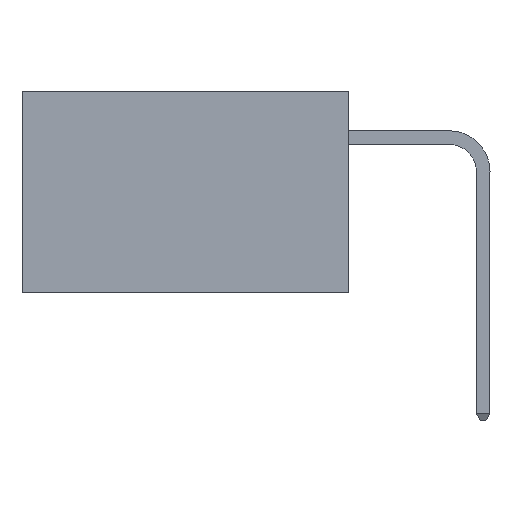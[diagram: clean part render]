
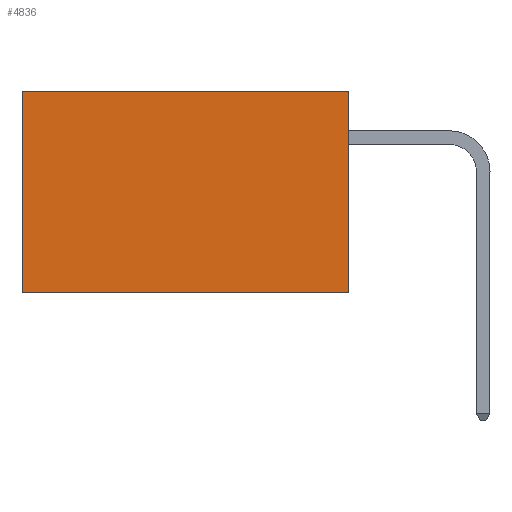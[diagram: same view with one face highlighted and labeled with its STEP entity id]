
A CAD part, left-side view. The second image highlights one B-rep face of the part: STEP entity #4836.
In plain terms, the highlighted planar face has unit normal (-1, 0, 0).
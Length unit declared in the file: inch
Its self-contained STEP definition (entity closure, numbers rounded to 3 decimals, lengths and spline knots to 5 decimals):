
#175 = DIRECTION ( 'NONE',  ( 0., 0., -1. ) ) ;
#275 = LINE ( 'NONE', #6468, #6388 ) ;
#503 = VECTOR ( 'NONE', #9347, 39.37008 ) ;
#660 = ORIENTED_EDGE ( 'NONE', *, *, #7247, .T. ) ;
#743 = LINE ( 'NONE', #7258, #503 ) ;
#763 = PLANE ( 'NONE',  #2409 ) ;
#885 = ORIENTED_EDGE ( 'NONE', *, *, #5419, .F. ) ;
#974 = DIRECTION ( 'NONE',  ( 0., 1., 0. ) ) ;
#1243 = VERTEX_POINT ( 'NONE', #4741 ) ;
#1358 = VECTOR ( 'NONE', #974, 39.37008 ) ;
#1845 = DIRECTION ( 'NONE',  ( 0., 1., 0. ) ) ;
#1915 = LINE ( 'NONE', #3094, #3608 ) ;
#2094 = CARTESIAN_POINT ( 'NONE',  ( 0.2875, 0., 0. ) ) ;
#2409 = AXIS2_PLACEMENT_3D ( 'NONE', #6784, #8203, #8962 ) ;
#2503 = FACE_OUTER_BOUND ( 'NONE', #2953, .T. ) ;
#2953 = EDGE_LOOP ( 'NONE', ( #660, #885, #7687, #4862 ) ) ;
#3036 = LINE ( 'NONE', #7911, #1358 ) ;
#3094 = CARTESIAN_POINT ( 'NONE',  ( 0.2875, 0., 0. ) ) ;
#3368 = CARTESIAN_POINT ( 'NONE',  ( 0.2875, 0., -0.37 ) ) ;
#3608 = VECTOR ( 'NONE', #175, 39.37008 ) ;
#4741 = CARTESIAN_POINT ( 'NONE',  ( 0.2875, 0.6, -0.37 ) ) ;
#4836 = ADVANCED_FACE ( 'NONE', ( #2503 ), #763, .F. ) ;
#4862 = ORIENTED_EDGE ( 'NONE', *, *, #8213, .T. ) ;
#5419 = EDGE_CURVE ( 'NONE', #9494, #1243, #3036, .T. ) ;
#5810 = VERTEX_POINT ( 'NONE', #9713 ) ;
#6388 = VECTOR ( 'NONE', #1845, 39.37008 ) ;
#6468 = CARTESIAN_POINT ( 'NONE',  ( 0.2875, 0., 0. ) ) ;
#6784 = CARTESIAN_POINT ( 'NONE',  ( 0.2875, 0., 0. ) ) ;
#7247 = EDGE_CURVE ( 'NONE', #5810, #1243, #743, .T. ) ;
#7258 = CARTESIAN_POINT ( 'NONE',  ( 0.2875, 0.6, 0. ) ) ;
#7687 = ORIENTED_EDGE ( 'NONE', *, *, #8071, .F. ) ;
#7911 = CARTESIAN_POINT ( 'NONE',  ( 0.2875, 0., -0.37 ) ) ;
#8071 = EDGE_CURVE ( 'NONE', #9024, #9494, #1915, .T. ) ;
#8203 = DIRECTION ( 'NONE',  ( 1., 0., 0. ) ) ;
#8213 = EDGE_CURVE ( 'NONE', #9024, #5810, #275, .T. ) ;
#8962 = DIRECTION ( 'NONE',  ( 0., 0., -1. ) ) ;
#9024 = VERTEX_POINT ( 'NONE', #2094 ) ;
#9347 = DIRECTION ( 'NONE',  ( 0., 0., -1. ) ) ;
#9494 = VERTEX_POINT ( 'NONE', #3368 ) ;
#9713 = CARTESIAN_POINT ( 'NONE',  ( 0.2875, 0.6, 0. ) ) ;
